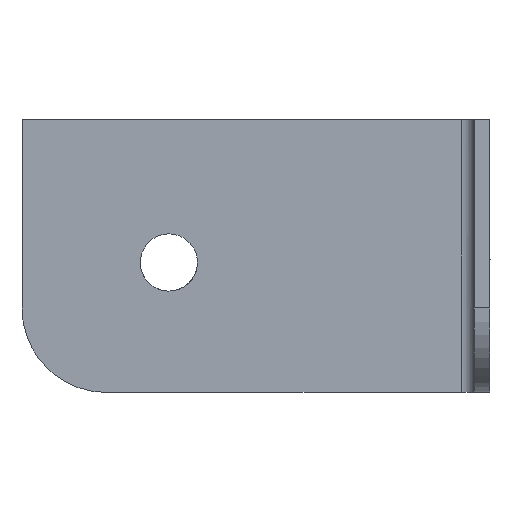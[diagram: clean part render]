
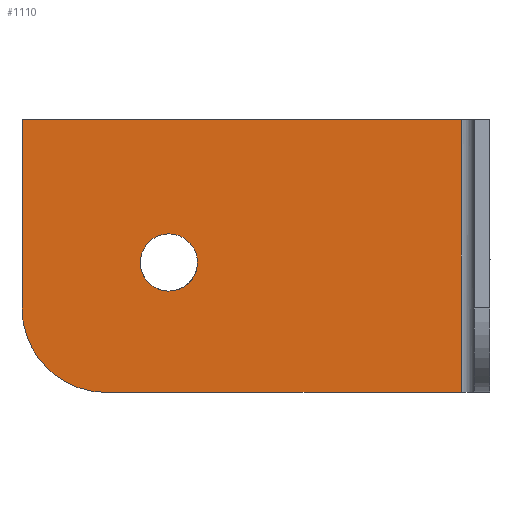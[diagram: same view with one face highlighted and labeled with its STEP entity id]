
A CAD part, left-side view. The second image highlights one B-rep face of the part: STEP entity #1110.
In plain terms, the highlighted free-form (B-spline) face has degree [1, 1] with [2, 2] control points.
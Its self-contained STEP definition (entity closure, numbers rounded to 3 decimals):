
#623=CARTESIAN_POINT('',(-1.2,26.885,10.26));
#624=VERTEX_POINT('',#623);
#630=CARTESIAN_POINT('',(-1.2,24.7,7.8));
#631=VERTEX_POINT('',#630);
#632=CARTESIAN_POINT('',(-1.2,26.885,10.26));
#633=CARTESIAN_POINT('',(-1.2,26.9,10.13));
#634=CARTESIAN_POINT('',(-1.2,26.9,10.0));
#635=CARTESIAN_POINT('',(-1.2,26.9,7.8));
#636=CARTESIAN_POINT('',(-1.2,24.7,7.8));
#644=(BOUNDED_CURVE()B_SPLINE_CURVE(2,(#632,#633,#634,#635,#636),.UNSPECIFIED.,.F.,.U.)B_SPLINE_CURVE_WITH_KNOTS((3,2,3),(0.23,0.25,0.5),.UNSPECIFIED.)CURVE()GEOMETRIC_REPRESENTATION_ITEM()RATIONAL_B_SPLINE_CURVE((0.956,0.976,1.0,0.707,1.0))REPRESENTATION_ITEM(''));
#645=EDGE_CURVE('',#624,#631,#644,.T.);
#647=CARTESIAN_POINT('',(-1.2,22.504,9.866));
#648=VERTEX_POINT('',#647);
#649=CARTESIAN_POINT('',(-1.2,24.7,7.8));
#650=CARTESIAN_POINT('',(-1.2,22.63,7.8));
#651=CARTESIAN_POINT('',(-1.2,22.504,9.866));
#659=(BOUNDED_CURVE()B_SPLINE_CURVE(2,(#649,#650,#651),.UNSPECIFIED.,.F.,.U.)B_SPLINE_CURVE_WITH_KNOTS((3,3),(0.5,0.739),.UNSPECIFIED.)CURVE()GEOMETRIC_REPRESENTATION_ITEM()RATIONAL_B_SPLINE_CURVE((1.0,0.72,0.976))REPRESENTATION_ITEM(''));
#660=EDGE_CURVE('',#631,#648,#659,.T.);
#694=CARTESIAN_POINT('',(-1.2,24.7,12.2));
#695=VERTEX_POINT('',#694);
#696=CARTESIAN_POINT('',(-1.2,22.504,9.866));
#697=CARTESIAN_POINT('',(-1.2,22.5,9.933));
#698=CARTESIAN_POINT('',(-1.2,22.5,10.0));
#699=CARTESIAN_POINT('',(-1.2,22.5,12.2));
#700=CARTESIAN_POINT('',(-1.2,24.7,12.2));
#708=(BOUNDED_CURVE()B_SPLINE_CURVE(2,(#696,#697,#698,#699,#700),.UNSPECIFIED.,.F.,.U.)B_SPLINE_CURVE_WITH_KNOTS((3,2,3),(0.739,0.75,1.0),.UNSPECIFIED.)CURVE()GEOMETRIC_REPRESENTATION_ITEM()RATIONAL_B_SPLINE_CURVE((0.976,0.988,1.0,0.707,1.0))REPRESENTATION_ITEM(''));
#709=EDGE_CURVE('',#648,#695,#708,.T.);
#711=CARTESIAN_POINT('',(-1.2,24.7,12.2));
#712=CARTESIAN_POINT('',(-1.2,26.654,12.2));
#713=CARTESIAN_POINT('',(-1.2,26.885,10.26));
#721=(BOUNDED_CURVE()B_SPLINE_CURVE(2,(#711,#712,#713),.UNSPECIFIED.,.F.,.U.)B_SPLINE_CURVE_WITH_KNOTS((3,3),(0.0,0.23),.UNSPECIFIED.)CURVE()GEOMETRIC_REPRESENTATION_ITEM()RATIONAL_B_SPLINE_CURVE((1.0,0.731,0.956))REPRESENTATION_ITEM(''));
#722=EDGE_CURVE('',#695,#624,#721,.T.);
#805=CARTESIAN_POINT('',(-1.2,2.2,0.));
#806=VERTEX_POINT('',#805);
#827=CARTESIAN_POINT('',(-1.2,2.2,21.0));
#828=VERTEX_POINT('',#827);
#842=CARTESIAN_POINT('',(-1.2,2.2,0.));
#843=CARTESIAN_POINT('',(-1.2,2.2,21.0));
#844=QUASI_UNIFORM_CURVE('',1,(#842,#843),.UNSPECIFIED.,.F.,.U.);
#845=EDGE_CURVE('',#806,#828,#844,.T.);
#864=CARTESIAN_POINT('',(-1.2,36.0,6.5));
#865=VERTEX_POINT('',#864);
#871=CARTESIAN_POINT('',(-1.2,36.0,21.0));
#872=VERTEX_POINT('',#871);
#873=CARTESIAN_POINT('',(-1.2,36.0,6.5));
#874=CARTESIAN_POINT('',(-1.2,36.0,21.0));
#875=QUASI_UNIFORM_CURVE('',1,(#873,#874),.UNSPECIFIED.,.F.,.U.);
#876=EDGE_CURVE('',#865,#872,#875,.T.);
#915=CARTESIAN_POINT('',(-1.2,29.5,0.));
#916=VERTEX_POINT('',#915);
#922=CARTESIAN_POINT('',(-1.2,29.5,0.));
#923=CARTESIAN_POINT('',(-1.2,36.0,0.));
#924=CARTESIAN_POINT('',(-1.2,36.0,6.5));
#932=(BOUNDED_CURVE()B_SPLINE_CURVE(2,(#922,#923,#924),.UNSPECIFIED.,.F.,.U.)CURVE()GEOMETRIC_REPRESENTATION_ITEM()QUASI_UNIFORM_CURVE()RATIONAL_B_SPLINE_CURVE((1.0,0.707,1.0))REPRESENTATION_ITEM(''));
#933=EDGE_CURVE('',#916,#865,#932,.T.);
#1051=CARTESIAN_POINT('',(-1.2,2.2,0.));
#1052=CARTESIAN_POINT('',(-1.2,29.5,0.));
#1053=QUASI_UNIFORM_CURVE('',1,(#1051,#1052),.UNSPECIFIED.,.F.,.U.);
#1054=EDGE_CURVE('',#806,#916,#1053,.T.);
#1077=CARTESIAN_POINT('',(-1.2,36.0,21.0));
#1078=CARTESIAN_POINT('',(-1.2,2.2,21.0));
#1079=QUASI_UNIFORM_CURVE('',1,(#1077,#1078),.UNSPECIFIED.,.F.,.U.);
#1080=EDGE_CURVE('',#872,#828,#1079,.T.);
#1092=CARTESIAN_POINT('',(-1.2,0.512,-1.049));
#1093=CARTESIAN_POINT('',(-1.2,37.688,-1.049));
#1094=CARTESIAN_POINT('',(-1.2,0.512,22.049));
#1095=CARTESIAN_POINT('',(-1.2,37.688,22.049));
#1096=B_SPLINE_SURFACE_WITH_KNOTS('',1,1,((#1092,#1094),(#1093,#1095)),.UNSPECIFIED.,.F.,.F.,.U.,(2,2),(2,2),(0.0,37.177),(0.0,23.098),.UNSPECIFIED.);
#1097=ORIENTED_EDGE('',*,*,#1054,.F.);
#1098=ORIENTED_EDGE('',*,*,#845,.T.);
#1099=ORIENTED_EDGE('',*,*,#1080,.F.);
#1100=ORIENTED_EDGE('',*,*,#876,.F.);
#1101=ORIENTED_EDGE('',*,*,#933,.F.);
#1102=EDGE_LOOP('',(#1097,#1098,#1099,#1100,#1101));
#1103=FACE_OUTER_BOUND('',#1102,.T.);
#1104=ORIENTED_EDGE('',*,*,#660,.F.);
#1105=ORIENTED_EDGE('',*,*,#645,.F.);
#1106=ORIENTED_EDGE('',*,*,#722,.F.);
#1107=ORIENTED_EDGE('',*,*,#709,.F.);
#1108=EDGE_LOOP('',(#1104,#1105,#1106,#1107));
#1109=FACE_BOUND('',#1108,.T.);
#1110=ADVANCED_FACE('',(#1103,#1109),#1096,.F.);
